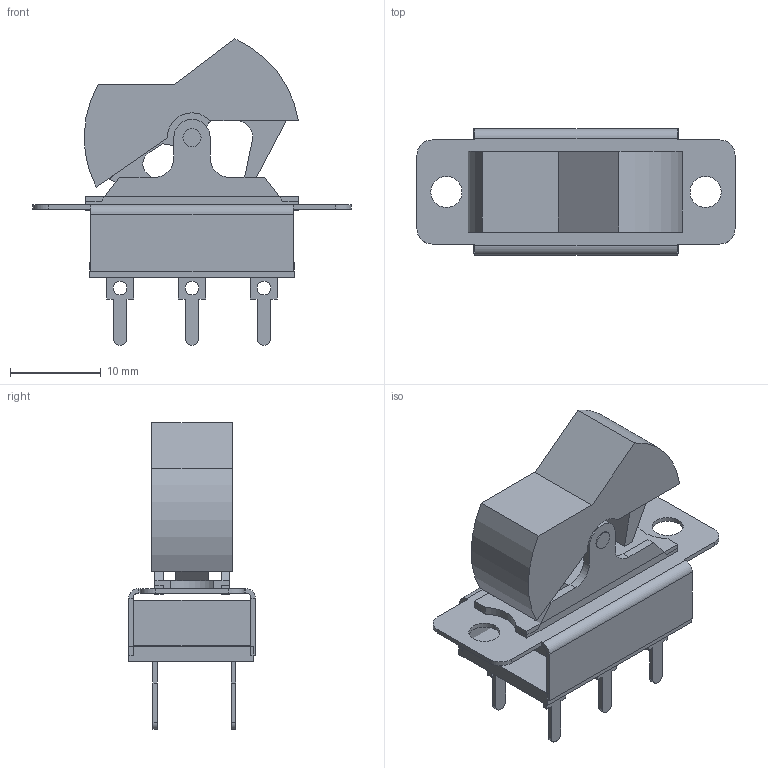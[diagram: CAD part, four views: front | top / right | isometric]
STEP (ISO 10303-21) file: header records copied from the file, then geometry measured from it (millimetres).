
FILE_DESCRIPTION(('FreeCAD Model'),'2;1');
FILE_NAME('Open CASCADE Shape Model','2021-12-28T18:09:45',('Author'),( ''),'Open CASCADE STEP processor 7.5','FreeCAD','Unknown');
FILE_SCHEMA(('AUTOMOTIVE_DESIGN { 1 0 10303 214 1 1 1 1 }'));
Length unit declared in the file: millimetre
Products named in the file (16): CK_Switch; Plastic Top; Metal part; Phenolic; Pin 001; Pin 002; Pin 003; Pin 004; Pin 005; Pin 006; Plastic 001; Plastic 002; Plastic Pin; Body014; Body015; Body016
Assembly tree (15 placements, depth 2):
  CK_Switch
    Plastic Top
    Metal part
    Phenolic
    Pin 001
    Pin 002
    Pin 003
    Pin 004
    Pin 005
    Pin 006
    Plastic 001
    Plastic 002
    Plastic Pin
    Body014
    Body015
    Body016
Bounding box: 35.07 x 13.98 x 33.79 mm (x, y, z)
Volume: 4100 mm3; surface area: 5536.3 mm2
Topology: 15 solids, 15 shells, 188 faces, 462 edges, 304 vertices
Faces by surface type: plane 148, cylinder 40
Full cylindrical faces by diameter (mm): 1.5 x6, 1.972 x2, 2 x1, 3.438 x2
Entity records: 12034 total; most frequent: CARTESIAN_POINT 2132, DIRECTION 1820, LINE 1196, VECTOR 1196, ORIENTED_EDGE 924, PCURVE 924, DEFINITIONAL_REPRESENTATION 924, EDGE_CURVE 462
